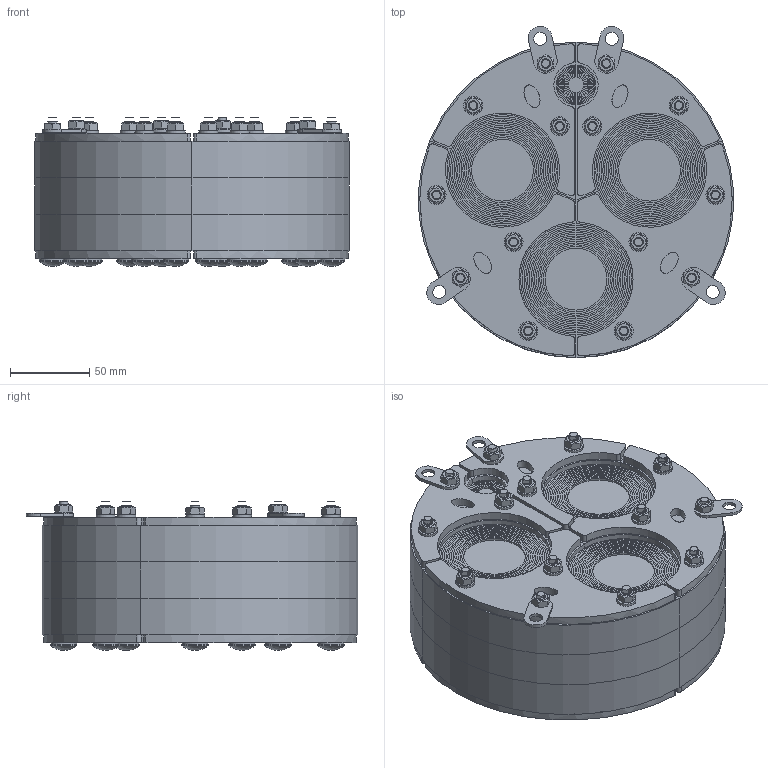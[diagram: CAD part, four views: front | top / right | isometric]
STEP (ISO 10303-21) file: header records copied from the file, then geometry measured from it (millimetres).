
FILE_DESCRIPTION(/* description */ (''),/* implementation_level */ '2;1');
FILE_NAME(/* name */ 'H3+1 200 UG.stp',/* time_stamp */ '2025-12-12T09:10:50+01:00',/* author */ ('se-larlar'),/* organization */ (''),/* preprocessor_version */ 'ST-DEVELOPER v19.2',/* originating_system */ 'Autodesk Inventor 2023',/* authorisation */ '');
FILE_SCHEMA (('AUTOMOTIVE_DESIGN { 1 0 10303 214 3 1 1 }'));
Length unit declared in the file: millimetre
Products named in the file (1): 100-133546_Simplify_1
Bounding box: 198.66 x 209.02 x 93.79 mm (x, y, z)
Volume: 2248822.3 mm3; surface area: 162272.7 mm2
Topology: 1 solids, 1 shells, 1150 faces, 2830 edges, 1780 vertices
Faces by surface type: plane 624, cylinder 450, cone 54, sphere 14, bspline 8
Full cylindrical faces by diameter (mm): 6 x22, 6.2 x4, 6.4 x4, 6.6 x6, 8.2 x4, 12 x10, 16.5 x14, 16.55 x14
Entity records: 35254 total; most frequent: CARTESIAN_POINT 6267, DIRECTION 6140, ORIENTED_EDGE 5660, EDGE_CURVE 2830, AXIS2_PLACEMENT_3D 2353, VERTEX_POINT 1780, LINE 1434, VECTOR 1434
